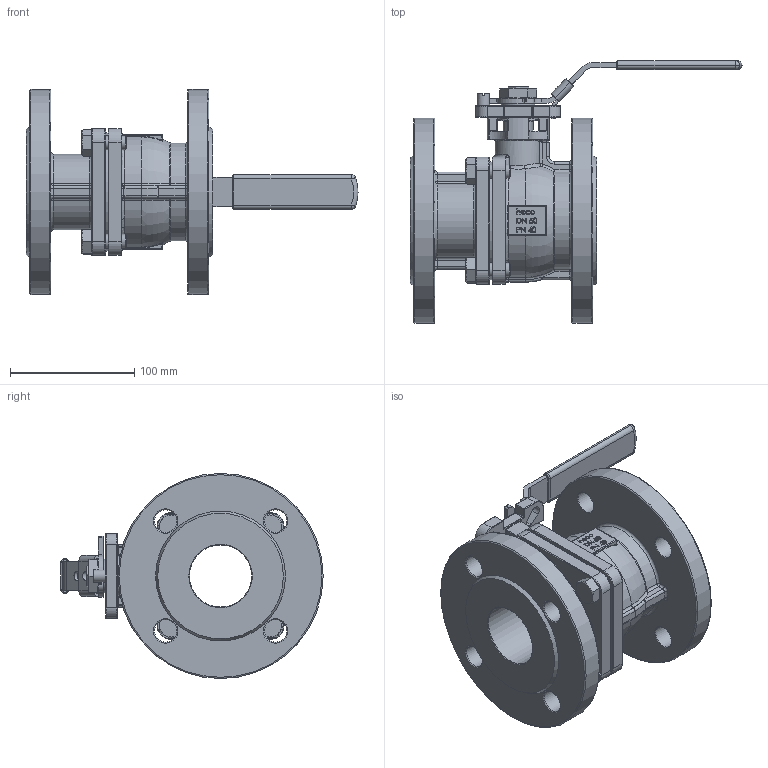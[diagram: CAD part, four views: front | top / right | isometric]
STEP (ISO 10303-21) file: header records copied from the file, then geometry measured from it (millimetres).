
FILE_DESCRIPTION (( 'STEP AP214' ), '1' );
FILE_NAME ('FK-200-000-4 Flanschkugelhahn 1712.STEP', '2019-07-24T08:03:07', ( '' ), ( '' ), 'SwSTEP 2.0', 'SolidWorks 2016', '' );
FILE_SCHEMA (( 'AUTOMOTIVE_DESIGN' ));
Length unit declared in the file: millimetre
Products named in the file (1): FK-200-000-4 Flanschkugelhahn 1712
Bounding box: 267 x 210.98 x 165 mm (x, y, z)
Volume: 1236648.8 mm3; surface area: 204223.6 mm2
Topology: 1 solids, 2 shells, 1231 faces, 3040 edges, 1846 vertices
Faces by surface type: plane 402, bspline 283, cylinder 268, torus 147, cone 81, sphere 50
Full cylindrical faces by diameter (mm): 8 x2, 9.99 x1, 11.11 x8, 14.5 x1, 18 x8, 24 x2, 27 x1, 37 x1, 40 x1, 50 x1, 95 x1, 165 x2
Entity records: 54040 total; most frequent: CARTESIAN_POINT 23381, ORIENTED_EDGE 5822, DIRECTION 5062, EDGE_CURVE 2911, AXIS2_PLACEMENT_3D 1888, VERTEX_POINT 1808, EDGE_LOOP 1405, VECTOR 1286
